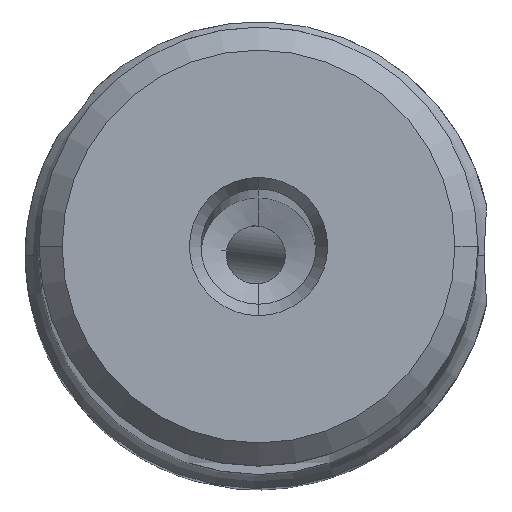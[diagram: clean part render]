
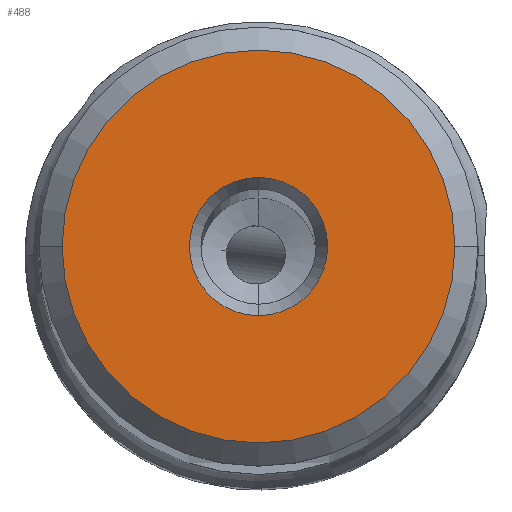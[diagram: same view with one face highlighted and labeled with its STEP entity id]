
A CAD part, top view. The second image highlights one B-rep face of the part: STEP entity #488.
In plain terms, the highlighted planar face has unit normal (0, 0, 1).
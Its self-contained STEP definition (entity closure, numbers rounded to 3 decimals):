
#488=ADVANCED_FACE('',(#626,#627),#592,.T.);
#592=PLANE('',#1940);
#626=FACE_BOUND('',#638,.T.);
#627=FACE_BOUND('',#639,.T.);
#638=EDGE_LOOP('',(#748,#749,#750));
#639=EDGE_LOOP('',(#751,#752));
#748=ORIENTED_EDGE('',*,*,#1487,.F.);
#749=ORIENTED_EDGE('',*,*,#1488,.F.);
#750=ORIENTED_EDGE('',*,*,#1489,.F.);
#751=ORIENTED_EDGE('',*,*,#1490,.F.);
#752=ORIENTED_EDGE('',*,*,#1491,.F.);
#1306=VERTEX_POINT('',#2736);
#1307=VERTEX_POINT('',#2737);
#1308=VERTEX_POINT('',#2739);
#1309=VERTEX_POINT('',#2742);
#1310=VERTEX_POINT('',#2743);
#1487=EDGE_CURVE('',#1306,#1307,#1766,.T.);
#1488=EDGE_CURVE('',#1308,#1306,#1767,.T.);
#1489=EDGE_CURVE('',#1307,#1308,#1768,.T.);
#1490=EDGE_CURVE('',#1309,#1310,#1769,.T.);
#1491=EDGE_CURVE('',#1310,#1309,#1770,.T.);
#1766=CIRCLE('',#1935,8.525);
#1767=CIRCLE('',#1936,8.525);
#1768=CIRCLE('',#1937,8.525);
#1769=CIRCLE('',#1938,3.);
#1770=CIRCLE('',#1939,3.);
#1935=AXIS2_PLACEMENT_3D('',#2735,#2180,#2181);
#1936=AXIS2_PLACEMENT_3D('',#2738,#2182,#2183);
#1937=AXIS2_PLACEMENT_3D('',#2740,#2184,#2185);
#1938=AXIS2_PLACEMENT_3D('',#2741,#2186,#2187);
#1939=AXIS2_PLACEMENT_3D('',#2744,#2188,#2189);
#1940=AXIS2_PLACEMENT_3D('',#2745,#2190,#2191);
#2180=DIRECTION('',(0.,0.,-1.));
#2181=DIRECTION('',(-1.,0.,0.));
#2182=DIRECTION('',(0.,0.,-1.));
#2183=DIRECTION('',(0.,-1.,0.));
#2184=DIRECTION('',(0.,0.,-1.));
#2185=DIRECTION('',(1.,0.,0.));
#2186=DIRECTION('',(0.,0.,1.));
#2187=DIRECTION('',(0.,-1.,0.));
#2188=DIRECTION('',(0.,0.,1.));
#2189=DIRECTION('',(0.,1.,0.));
#2190=DIRECTION('',(0.,0.,1.));
#2191=DIRECTION('',(1.,0.,0.));
#2735=CARTESIAN_POINT('',(0.,0.,0.));
#2736=CARTESIAN_POINT('',(-8.525,0.,0.));
#2737=CARTESIAN_POINT('',(8.525,0.,0.));
#2738=CARTESIAN_POINT('',(0.,0.,0.));
#2739=CARTESIAN_POINT('',(0.,-8.525,0.));
#2740=CARTESIAN_POINT('',(0.,0.,0.));
#2741=CARTESIAN_POINT('',(0.,0.,0.));
#2742=CARTESIAN_POINT('',(0.,-3.,0.));
#2743=CARTESIAN_POINT('',(0.,3.,0.));
#2744=CARTESIAN_POINT('',(0.,0.,0.));
#2745=CARTESIAN_POINT('',(0.,0.,0.));
